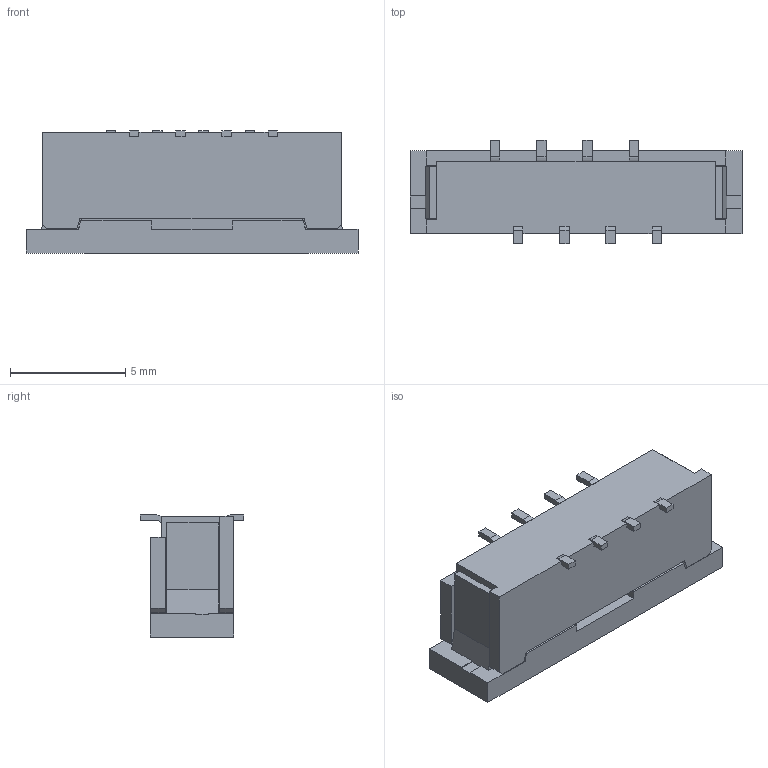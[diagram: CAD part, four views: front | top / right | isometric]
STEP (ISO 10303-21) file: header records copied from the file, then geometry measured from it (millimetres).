
FILE_DESCRIPTION (( 'STEP AP214' ), '1' );
FILE_NAME ('reoriented-SFW8S-2STE1LF.STEP', '2023-07-18T11:11:55', ( '' ), ( '' ), 'SwSTEP 2.0', 'SolidWorks 2021', '' );
FILE_SCHEMA (( 'AUTOMOTIVE_DESIGN' ));
Length unit declared in the file: millimetre
Products named in the file (1): reoriented-SFW8S-2STE1LF
Bounding box: 14.4 x 4.5 x 5.3 mm (x, y, z)
Volume: 219.8 mm3; surface area: 446.2 mm2
Topology: 1 solids, 1 shells, 245 faces, 699 edges, 462 vertices
Faces by surface type: plane 226, cylinder 19
Entity records: 7892 total; most frequent: CARTESIAN_POINT 1422, ORIENTED_EDGE 1398, DIRECTION 1226, EDGE_CURVE 699, LINE 654, VECTOR 654, VERTEX_POINT 462, AXIS2_PLACEMENT_3D 286
